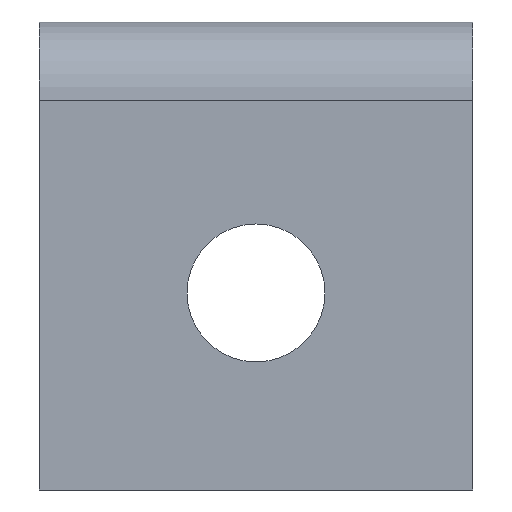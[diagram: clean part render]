
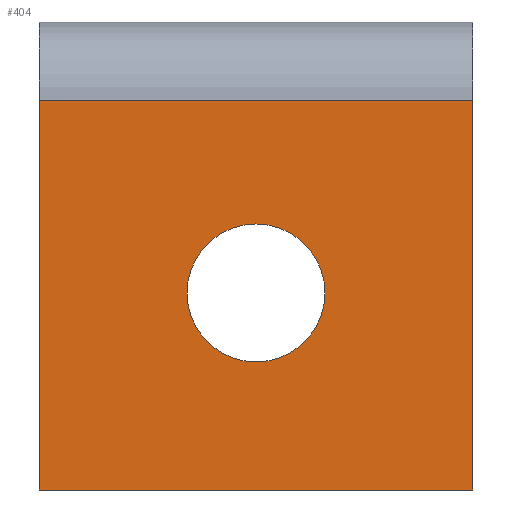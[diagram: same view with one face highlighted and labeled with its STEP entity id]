
A CAD part, front view. The second image highlights one B-rep face of the part: STEP entity #404.
In plain terms, the highlighted planar face has unit normal (0, -1, 0).
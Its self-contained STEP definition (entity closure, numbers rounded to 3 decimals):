
#19=FACE_BOUND('',#90,.T.);
#35=PLANE('',#466);
#60=FACE_OUTER_BOUND('',#89,.T.);
#89=EDGE_LOOP('',(#358,#359,#360,#361));
#90=EDGE_LOOP('',(#362));
#122=LINE('',#668,#161);
#126=LINE('',#683,#165);
#129=LINE('',#689,#168);
#130=LINE('',#690,#169);
#161=VECTOR('',#553,10.);
#165=VECTOR('',#573,10.);
#168=VECTOR('',#578,10.);
#169=VECTOR('',#579,10.);
#175=CIRCLE('',#435,7.);
#189=VERTEX_POINT('',#597);
#209=VERTEX_POINT('',#665);
#210=VERTEX_POINT('',#667);
#213=VERTEX_POINT('',#682);
#215=VERTEX_POINT('',#688);
#220=EDGE_CURVE('',#189,#189,#175,.T.);
#255=EDGE_CURVE('',#210,#209,#122,.T.);
#262=EDGE_CURVE('',#213,#210,#126,.T.);
#265=EDGE_CURVE('',#209,#215,#129,.T.);
#266=EDGE_CURVE('',#215,#213,#130,.T.);
#358=ORIENTED_EDGE('',*,*,#255,.T.);
#359=ORIENTED_EDGE('',*,*,#265,.T.);
#360=ORIENTED_EDGE('',*,*,#266,.T.);
#361=ORIENTED_EDGE('',*,*,#262,.T.);
#362=ORIENTED_EDGE('',*,*,#220,.T.);
#404=ADVANCED_FACE('',(#60,#19),#35,.F.);
#435=AXIS2_PLACEMENT_3D('',#598,#481,#482);
#466=AXIS2_PLACEMENT_3D('',#687,#576,#577);
#481=DIRECTION('center_axis',(0.,1.,0.));
#482=DIRECTION('ref_axis',(1.,0.,0.));
#553=DIRECTION('',(-1.,0.,0.));
#573=DIRECTION('',(0.,0.,1.));
#576=DIRECTION('center_axis',(0.,1.,0.));
#577=DIRECTION('ref_axis',(0.,0.,1.));
#578=DIRECTION('',(0.,0.,-1.));
#579=DIRECTION('',(1.,0.,0.));
#597=CARTESIAN_POINT('',(-29.,0.,-27.5));
#598=CARTESIAN_POINT('Origin',(-22.,0.,-27.5));
#665=CARTESIAN_POINT('',(-44.,0.,-8.));
#667=CARTESIAN_POINT('',(0.,0.,-8.));
#668=CARTESIAN_POINT('',(-11.,0.,-8.));
#682=CARTESIAN_POINT('',(0.,0.,-47.5));
#683=CARTESIAN_POINT('',(0.,0.,-47.5));
#687=CARTESIAN_POINT('Origin',(-22.,0.,-23.75));
#688=CARTESIAN_POINT('',(-44.,0.,-47.5));
#689=CARTESIAN_POINT('',(-44.,0.,0.));
#690=CARTESIAN_POINT('',(-44.,0.,-47.5));
